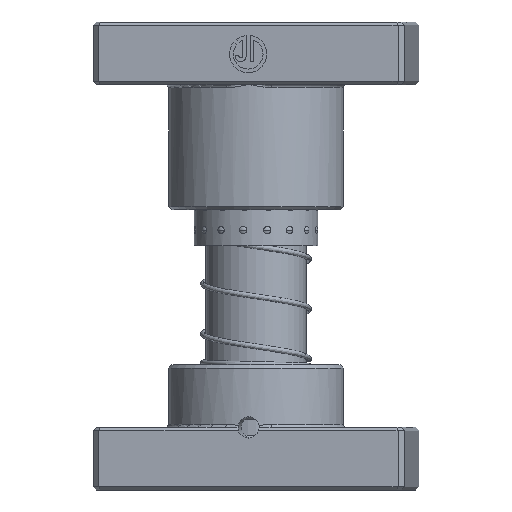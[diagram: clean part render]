
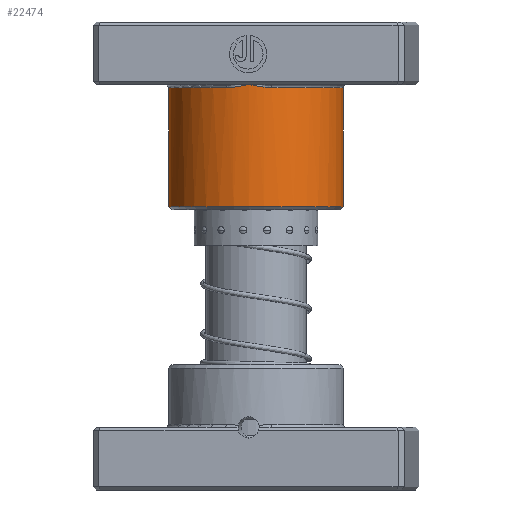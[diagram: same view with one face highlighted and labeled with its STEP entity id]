
A CAD part, front view. The second image highlights one B-rep face of the part: STEP entity #22474.
In plain terms, the highlighted cylindrical face has radius 28 mm (diameter 56 mm), a partial arc.
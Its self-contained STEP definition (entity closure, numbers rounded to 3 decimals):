
#949 = CARTESIAN_POINT ( 'NONE',  ( 0., 28., 20. ) ) ;
#1066 = B_SPLINE_CURVE_WITH_KNOTS ( 'NONE', 3,
 ( #30214, #13445, #33487, #13723, #36776, #17033, #40075, #20360 ),
 .UNSPECIFIED., .F., .F.,
 ( 4, 2, 2, 4 ),
 ( 0., 0.004, 0.006, 0.007 ),
 .UNSPECIFIED. ) ;
#1480 = CARTESIAN_POINT ( 'NONE',  ( 0.611, 27.995, 20.118 ) ) ;
#2977 = VERTEX_POINT ( 'NONE', #41832 ) ;
#4515 = VERTEX_POINT ( 'NONE', #949 ) ;
#4666 = CARTESIAN_POINT ( 'NONE',  ( 7.289, 27.034, 21. ) ) ;
#4810 = CARTESIAN_POINT ( 'NONE',  ( 0., 28., 20. ) ) ;
#5831 = EDGE_CURVE ( 'NONE', #42770, #2977, #26755, .T. ) ;
#6880 = AXIS2_PLACEMENT_3D ( 'NONE', #7521, #30740, #10912 ) ;
#7521 = CARTESIAN_POINT ( 'NONE',  ( 0., 0., 21. ) ) ;
#8032 = CARTESIAN_POINT ( 'NONE',  ( 0., 0., 21. ) ) ;
#8831 = DIRECTION ( 'NONE',  ( 0., 0., -1. ) ) ;
#8962 = CARTESIAN_POINT ( 'NONE',  ( 0., 0., 60. ) ) ;
#9372 = CARTESIAN_POINT ( 'NONE',  ( 28., 0., 21. ) ) ;
#10536 = B_SPLINE_CURVE_WITH_KNOTS ( 'NONE', 3,
 ( #4666, #33508, #11385, #34480, #14720, #37778, #18048, #41109, #21386, #1480, #24698, #4810 ),
 .UNSPECIFIED., .F., .F.,
 ( 4, 2, 2, 2, 2, 4 ),
 ( 0., 0.002, 0.004, 0.006, 0.006, 0.007 ),
 .UNSPECIFIED. ) ;
#10912 = DIRECTION ( 'NONE',  ( 1., 0., 0. ) ) ;
#11385 = CARTESIAN_POINT ( 'NONE',  ( 6.081, 27.339, 20.959 ) ) ;
#11397 = DIRECTION ( 'NONE',  ( 1., 0., 0. ) ) ;
#11892 = AXIS2_PLACEMENT_3D ( 'NONE', #8032, #31237, #11397 ) ;
#11908 = VERTEX_POINT ( 'NONE', #22497 ) ;
#12281 = DIRECTION ( 'NONE',  ( 0., 0., -1. ) ) ;
#12518 = ORIENTED_EDGE ( 'NONE', *, *, #42711, .T. ) ;
#13076 = ORIENTED_EDGE ( 'NONE', *, *, #5831, .F. ) ;
#13445 = CARTESIAN_POINT ( 'NONE',  ( -1.223, 28., 20.235 ) ) ;
#13723 = CARTESIAN_POINT ( 'NONE',  ( -4.268, 27.68, 20.755 ) ) ;
#14527 = CYLINDRICAL_SURFACE ( 'NONE', #32108, 28. ) ;
#14720 = CARTESIAN_POINT ( 'NONE',  ( 4.268, 27.68, 20.755 ) ) ;
#14990 = EDGE_CURVE ( 'NONE', #32080, #40289, #22605, .T. ) ;
#15080 = ORIENTED_EDGE ( 'NONE', *, *, #14990, .T. ) ;
#15596 = EDGE_CURVE ( 'NONE', #42770, #32080, #15758, .T. ) ;
#15758 = CIRCLE ( 'NONE', #23065, 28. ) ;
#17033 = CARTESIAN_POINT ( 'NONE',  ( -6.081, 27.339, 20.959 ) ) ;
#18048 = CARTESIAN_POINT ( 'NONE',  ( 2.446, 27.9, 20.46 ) ) ;
#18953 = CARTESIAN_POINT ( 'NONE',  ( -28., 0., 60. ) ) ;
#20360 = CARTESIAN_POINT ( 'NONE',  ( -7.289, 27.034, 21. ) ) ;
#21386 = CARTESIAN_POINT ( 'NONE',  ( 1.223, 27.975, 20.234 ) ) ;
#21576 = EDGE_LOOP ( 'NONE', ( #26501, #15080, #35745, #12518, #41971, #35234, #13076 ) ) ;
#22027 = DIRECTION ( 'NONE',  ( 0., 0., -1. ) ) ;
#22273 = CARTESIAN_POINT ( 'NONE',  ( -28., 0., 59. ) ) ;
#22474 = ADVANCED_FACE ( 'NONE', ( #40842 ), #14527, .T. ) ;
#22497 = CARTESIAN_POINT ( 'NONE',  ( -7.289, 27.034, 21. ) ) ;
#22605 = LINE ( 'NONE', #27037, #40067 ) ;
#23065 = AXIS2_PLACEMENT_3D ( 'NONE', #28707, #8831, #32004 ) ;
#24698 = CARTESIAN_POINT ( 'NONE',  ( 0.304, 28., 20.058 ) ) ;
#26501 = ORIENTED_EDGE ( 'NONE', *, *, #15596, .T. ) ;
#26677 = CIRCLE ( 'NONE', #6880, 28. ) ;
#26755 = LINE ( 'NONE', #18953, #33420 ) ;
#27037 = CARTESIAN_POINT ( 'NONE',  ( 28., 0., 60. ) ) ;
#27735 = EDGE_CURVE ( 'NONE', #11908, #2977, #42439, .T. ) ;
#28147 = EDGE_CURVE ( 'NONE', #4515, #11908, #1066, .T. ) ;
#28707 = CARTESIAN_POINT ( 'NONE',  ( 0., 0., 59. ) ) ;
#28817 = DIRECTION ( 'NONE',  ( -1., 0., 0. ) ) ;
#30214 = CARTESIAN_POINT ( 'NONE',  ( 0., 28., 20. ) ) ;
#30360 = DIRECTION ( 'NONE',  ( 0., 0., -1. ) ) ;
#30740 = DIRECTION ( 'NONE',  ( 0., 0., 1. ) ) ;
#31237 = DIRECTION ( 'NONE',  ( 0., 0., 1. ) ) ;
#32004 = DIRECTION ( 'NONE',  ( 1., 0., 0. ) ) ;
#32080 = VERTEX_POINT ( 'NONE', #32990 ) ;
#32108 = AXIS2_PLACEMENT_3D ( 'NONE', #8962, #22027, #28817 ) ;
#32990 = CARTESIAN_POINT ( 'NONE',  ( 28., 0., 59. ) ) ;
#33420 = VECTOR ( 'NONE', #12281, 1000. ) ;
#33487 = CARTESIAN_POINT ( 'NONE',  ( -2.448, 27.92, 20.472 ) ) ;
#33508 = CARTESIAN_POINT ( 'NONE',  ( 6.685, 27.198, 21. ) ) ;
#34480 = CARTESIAN_POINT ( 'NONE',  ( 4.873, 27.58, 20.837 ) ) ;
#35234 = ORIENTED_EDGE ( 'NONE', *, *, #27735, .T. ) ;
#35745 = ORIENTED_EDGE ( 'NONE', *, *, #38820, .T. ) ;
#36776 = CARTESIAN_POINT ( 'NONE',  ( -4.873, 27.58, 20.837 ) ) ;
#37778 = CARTESIAN_POINT ( 'NONE',  ( 3.054, 27.84, 20.566 ) ) ;
#38459 = CARTESIAN_POINT ( 'NONE',  ( 7.289, 27.034, 21. ) ) ;
#38820 = EDGE_CURVE ( 'NONE', #40289, #41988, #26677, .T. ) ;
#40067 = VECTOR ( 'NONE', #30360, 1000. ) ;
#40075 = CARTESIAN_POINT ( 'NONE',  ( -6.685, 27.198, 21. ) ) ;
#40289 = VERTEX_POINT ( 'NONE', #9372 ) ;
#40842 = FACE_OUTER_BOUND ( 'NONE', #21576, .T. ) ;
#41109 = CARTESIAN_POINT ( 'NONE',  ( 1.529, 27.96, 20.291 ) ) ;
#41832 = CARTESIAN_POINT ( 'NONE',  ( -28., 0., 21. ) ) ;
#41971 = ORIENTED_EDGE ( 'NONE', *, *, #28147, .T. ) ;
#41988 = VERTEX_POINT ( 'NONE', #38459 ) ;
#42439 = CIRCLE ( 'NONE', #11892, 28. ) ;
#42711 = EDGE_CURVE ( 'NONE', #41988, #4515, #10536, .T. ) ;
#42770 = VERTEX_POINT ( 'NONE', #22273 ) ;
